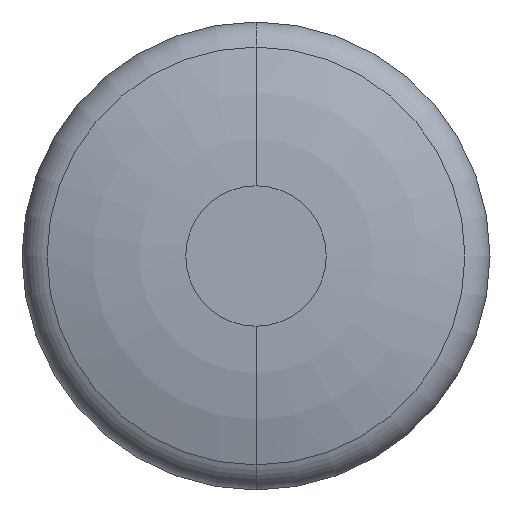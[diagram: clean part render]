
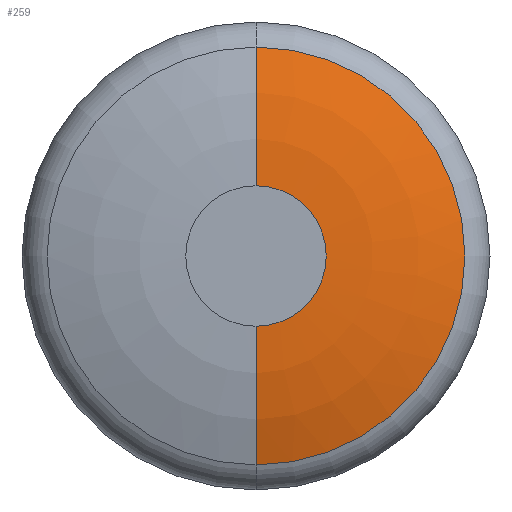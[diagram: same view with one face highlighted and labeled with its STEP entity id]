
A CAD part, front view. The second image highlights one B-rep face of the part: STEP entity #259.
In plain terms, the highlighted toroidal (fillet/blend) face has major radius 1.429 mm and minor radius 8.572 mm.
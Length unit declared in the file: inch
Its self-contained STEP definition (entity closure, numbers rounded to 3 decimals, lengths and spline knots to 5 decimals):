
#33 = DIRECTION ( 'NONE',  ( 0., -1., 0. ) ) ;
#38 = VERTEX_POINT ( 'NONE', #208 ) ;
#44 = ORIENTED_EDGE ( 'NONE', *, *, #87, .T. ) ;
#50 = EDGE_CURVE ( 'NONE', #346, #380, #115, .T. ) ;
#75 = EDGE_CURVE ( 'NONE', #38, #248, #350, .T. ) ;
#87 = EDGE_CURVE ( 'NONE', #346, #38, #127, .T. ) ;
#90 = DIRECTION ( 'NONE',  ( 0., -1., 0. ) ) ;
#94 = CARTESIAN_POINT ( 'NONE',  ( 0., 0., -0.05625 ) ) ;
#95 = DIRECTION ( 'NONE',  ( 1., 0., 0. ) ) ;
#115 = CIRCLE ( 'NONE', #367, 0.3375 ) ;
#123 = DIRECTION ( 'NONE',  ( 0., 0., -1. ) ) ;
#127 = CIRCLE ( 'NONE', #406, 0.16738 ) ;
#145 = AXIS2_PLACEMENT_3D ( 'NONE', #360, #95, #438 ) ;
#168 = ORIENTED_EDGE ( 'NONE', *, *, #311, .F. ) ;
#183 = CARTESIAN_POINT ( 'NONE',  ( 0., 0., 0.05625 ) ) ;
#194 = ORIENTED_EDGE ( 'NONE', *, *, #50, .F. ) ;
#202 = TOROIDAL_SURFACE ( 'NONE', #464, 0.05625, 0.3375 ) ;
#208 = CARTESIAN_POINT ( 'NONE',  ( 0., 0.01882, 0.16738 ) ) ;
#215 = CARTESIAN_POINT ( 'NONE',  ( 0., 0.01882, -0.16738 ) ) ;
#216 = DIRECTION ( 'NONE',  ( 0., 0., 1. ) ) ;
#225 = DIRECTION ( 'NONE',  ( 0., 0., -1. ) ) ;
#229 = AXIS2_PLACEMENT_3D ( 'NONE', #237, #90, #123 ) ;
#232 = FACE_OUTER_BOUND ( 'NONE', #265, .T. ) ;
#234 = ORIENTED_EDGE ( 'NONE', *, *, #75, .T. ) ;
#237 = CARTESIAN_POINT ( 'NONE',  ( 0., 0., 0. ) ) ;
#248 = VERTEX_POINT ( 'NONE', #183 ) ;
#259 = ADVANCED_FACE ( 'NONE', ( #232 ), #202, .T. ) ;
#265 = EDGE_LOOP ( 'NONE', ( #44, #234, #168, #194 ) ) ;
#269 = DIRECTION ( 'NONE',  ( 0., 0., -1. ) ) ;
#287 = DIRECTION ( 'NONE',  ( -1., 0., 0. ) ) ;
#294 = CARTESIAN_POINT ( 'NONE',  ( 0., 0.01882, 0. ) ) ;
#311 = EDGE_CURVE ( 'NONE', #380, #248, #475, .T. ) ;
#345 = CARTESIAN_POINT ( 'NONE',  ( 0., 0.3375, 0. ) ) ;
#346 = VERTEX_POINT ( 'NONE', #215 ) ;
#350 = CIRCLE ( 'NONE', #145, 0.3375 ) ;
#360 = CARTESIAN_POINT ( 'NONE',  ( 0., 0.3375, 0.05625 ) ) ;
#367 = AXIS2_PLACEMENT_3D ( 'NONE', #454, #287, #216 ) ;
#380 = VERTEX_POINT ( 'NONE', #94 ) ;
#406 = AXIS2_PLACEMENT_3D ( 'NONE', #294, #472, #225 ) ;
#438 = DIRECTION ( 'NONE',  ( 0., 0., -1. ) ) ;
#454 = CARTESIAN_POINT ( 'NONE',  ( 0., 0.3375, -0.05625 ) ) ;
#464 = AXIS2_PLACEMENT_3D ( 'NONE', #345, #33, #269 ) ;
#472 = DIRECTION ( 'NONE',  ( 0., -1., 0. ) ) ;
#475 = CIRCLE ( 'NONE', #229, 0.05625 ) ;
